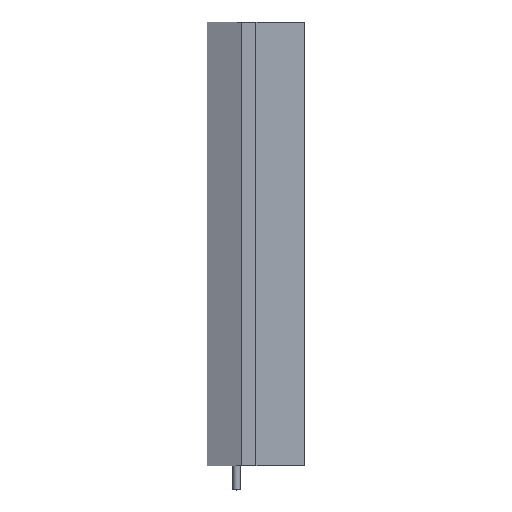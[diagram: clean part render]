
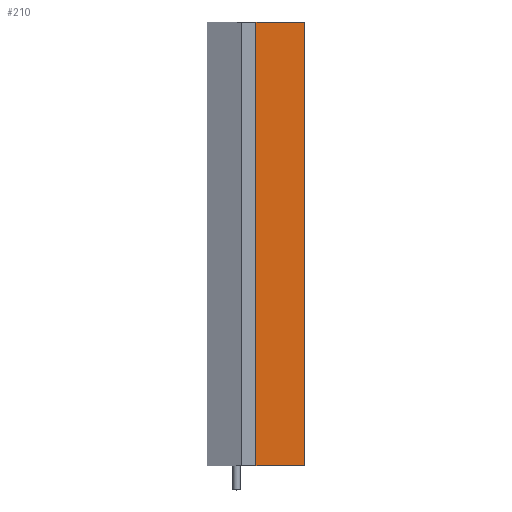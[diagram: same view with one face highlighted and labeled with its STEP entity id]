
A CAD part, top view. The second image highlights one B-rep face of the part: STEP entity #210.
In plain terms, the highlighted planar face has unit normal (0, 0, 1).
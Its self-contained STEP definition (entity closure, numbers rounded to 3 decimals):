
#25=FACE_OUTER_BOUND('',#38,.T.);
#38=EDGE_LOOP('',(#169,#170,#171,#172));
#49=LINE('',#313,#74);
#57=LINE('',#335,#82);
#63=LINE('',#345,#88);
#64=LINE('',#347,#89);
#74=VECTOR('',#253,10.);
#82=VECTOR('',#271,10.);
#88=VECTOR('',#281,10.);
#89=VECTOR('',#284,10.);
#99=VERTEX_POINT('',#310);
#100=VERTEX_POINT('',#312);
#108=VERTEX_POINT('',#332);
#109=VERTEX_POINT('',#334);
#117=EDGE_CURVE('',#99,#100,#49,.T.);
#127=EDGE_CURVE('',#108,#109,#57,.T.);
#133=EDGE_CURVE('',#108,#100,#63,.T.);
#134=EDGE_CURVE('',#109,#99,#64,.T.);
#169=ORIENTED_EDGE('',*,*,#134,.F.);
#170=ORIENTED_EDGE('',*,*,#127,.F.);
#171=ORIENTED_EDGE('',*,*,#133,.T.);
#172=ORIENTED_EDGE('',*,*,#117,.F.);
#198=PLANE('',#238);
#210=ADVANCED_FACE('',(#25),#198,.T.);
#238=AXIS2_PLACEMENT_3D('',#346,#282,#283);
#253=DIRECTION('',(1.,0.,0.));
#271=DIRECTION('',(-1.,0.,0.));
#281=DIRECTION('',(0.,1.,0.));
#282=DIRECTION('center_axis',(0.,0.,1.));
#283=DIRECTION('ref_axis',(1.,0.,0.));
#284=DIRECTION('',(0.,1.,0.));
#310=CARTESIAN_POINT('',(-15.,182.,1.));
#312=CARTESIAN_POINT('',(10.,182.,1.));
#313=CARTESIAN_POINT('',(-12.5,182.,1.));
#332=CARTESIAN_POINT('',(10.,0.,1.));
#334=CARTESIAN_POINT('',(-15.,0.,1.));
#335=CARTESIAN_POINT('',(10.,0.,1.));
#345=CARTESIAN_POINT('',(10.,0.,1.));
#346=CARTESIAN_POINT('Origin',(-15.,0.,1.));
#347=CARTESIAN_POINT('',(-15.,0.,1.));
